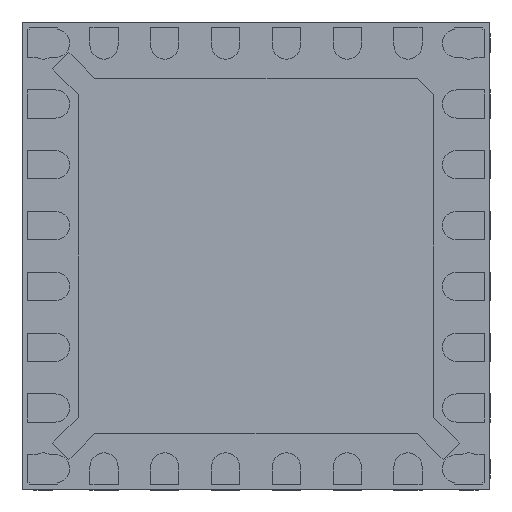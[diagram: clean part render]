
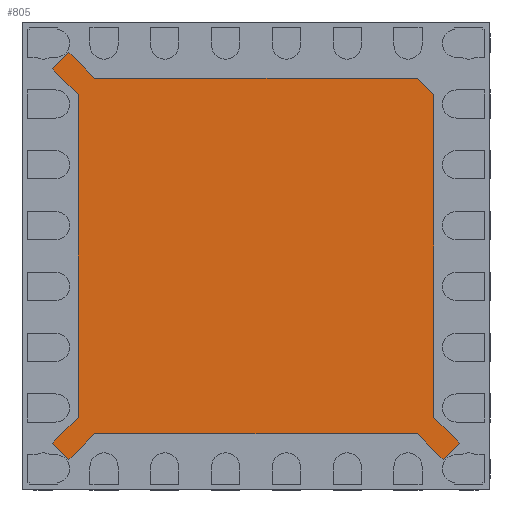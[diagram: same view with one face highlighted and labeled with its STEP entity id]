
A CAD part, front view. The second image highlights one B-rep face of the part: STEP entity #805.
In plain terms, the highlighted planar face has unit normal (0, -1, 0).
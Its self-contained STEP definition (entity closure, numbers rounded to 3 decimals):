
#32 = DIRECTION ( 'NONE',  ( -0.707, 0., 0.707 ) ) ;
#276 = CARTESIAN_POINT ( 'NONE',  ( 1.723, 0., -1.9 ) ) ;
#389 = VECTOR ( 'NONE', #32, 1000. ) ;
#805 = ADVANCED_FACE ( 'NONE', ( #8119 ), #11671, .T. ) ;
#1070 = DIRECTION ( 'NONE',  ( 0., -1., 0. ) ) ;
#1112 = CARTESIAN_POINT ( 'NONE',  ( 2.177, 0., -2. ) ) ;
#1495 = CARTESIAN_POINT ( 'NONE',  ( -1.723, 0., -1.9 ) ) ;
#1567 = ORIENTED_EDGE ( 'NONE', *, *, #3440, .T. ) ;
#1850 = CARTESIAN_POINT ( 'NONE',  ( 1.9, 0., 1.723 ) ) ;
#1900 = CARTESIAN_POINT ( 'NONE',  ( -2., 0., 2.177 ) ) ;
#1943 = VERTEX_POINT ( 'NONE', #6017 ) ;
#2083 = CARTESIAN_POINT ( 'NONE',  ( 2.177, 0., -2. ) ) ;
#2449 = ORIENTED_EDGE ( 'NONE', *, *, #8273, .T. ) ;
#2484 = CARTESIAN_POINT ( 'NONE',  ( -2., 0., -2.177 ) ) ;
#2570 = ORIENTED_EDGE ( 'NONE', *, *, #7178, .T. ) ;
#2575 = LINE ( 'NONE', #3837, #11144 ) ;
#2719 = LINE ( 'NONE', #5240, #5929 ) ;
#3130 = LINE ( 'NONE', #7851, #389 ) ;
#3262 = CARTESIAN_POINT ( 'NONE',  ( 1.723, 0., 1.9 ) ) ;
#3364 = ORIENTED_EDGE ( 'NONE', *, *, #7028, .T. ) ;
#3440 = EDGE_CURVE ( 'NONE', #15220, #12315, #3740, .T. ) ;
#3481 = ORIENTED_EDGE ( 'NONE', *, *, #10548, .T. ) ;
#3642 = CARTESIAN_POINT ( 'NONE',  ( 3.9, 0., -0.277 ) ) ;
#3740 = LINE ( 'NONE', #2484, #12321 ) ;
#3837 = CARTESIAN_POINT ( 'NONE',  ( -2.177, 0., -2. ) ) ;
#3853 = ORIENTED_EDGE ( 'NONE', *, *, #14388, .T. ) ;
#3953 = CARTESIAN_POINT ( 'NONE',  ( 2., 0., -2.177 ) ) ;
#4273 = LINE ( 'NONE', #1850, #5084 ) ;
#4301 = VERTEX_POINT ( 'NONE', #8490 ) ;
#4391 = VERTEX_POINT ( 'NONE', #12520 ) ;
#4486 = ORIENTED_EDGE ( 'NONE', *, *, #5453, .T. ) ;
#4619 = DIRECTION ( 'NONE',  ( -0.707, 0., -0.707 ) ) ;
#4639 = LINE ( 'NONE', #10444, #8374 ) ;
#4658 = LINE ( 'NONE', #3262, #5793 ) ;
#4713 = VERTEX_POINT ( 'NONE', #5522 ) ;
#5084 = VECTOR ( 'NONE', #5678, 1000. ) ;
#5240 = CARTESIAN_POINT ( 'NONE',  ( -1.9, 0., 1.723 ) ) ;
#5453 = EDGE_CURVE ( 'NONE', #10479, #15220, #2575, .T. ) ;
#5522 = CARTESIAN_POINT ( 'NONE',  ( 1.723, 0., 1.9 ) ) ;
#5591 = VECTOR ( 'NONE', #4619, 1000. ) ;
#5595 = DIRECTION ( 'NONE',  ( 0.707, 0., -0.707 ) ) ;
#5656 = VERTEX_POINT ( 'NONE', #6225 ) ;
#5678 = DIRECTION ( 'NONE',  ( 0., 0., 1. ) ) ;
#5700 = CARTESIAN_POINT ( 'NONE',  ( -1.723, 0., 1.9 ) ) ;
#5755 = CARTESIAN_POINT ( 'NONE',  ( 2., 0., -2.177 ) ) ;
#5793 = VECTOR ( 'NONE', #8213, 1000. ) ;
#5813 = CARTESIAN_POINT ( 'NONE',  ( -1.723, 0., -1.9 ) ) ;
#5832 = DIRECTION ( 'NONE',  ( 0.707, 0., 0.707 ) ) ;
#5929 = VECTOR ( 'NONE', #13226, 1000. ) ;
#6017 = CARTESIAN_POINT ( 'NONE',  ( 1.9, 0., 1.723 ) ) ;
#6022 = ORIENTED_EDGE ( 'NONE', *, *, #10628, .T. ) ;
#6064 = LINE ( 'NONE', #5755, #13678 ) ;
#6130 = CARTESIAN_POINT ( 'NONE',  ( -2.177, 0., -2. ) ) ;
#6225 = CARTESIAN_POINT ( 'NONE',  ( -1.9, 0., 1.723 ) ) ;
#6276 = CARTESIAN_POINT ( 'NONE',  ( 2., 0., -2.177 ) ) ;
#6330 = VECTOR ( 'NONE', #11978, 1000. ) ;
#6376 = VERTEX_POINT ( 'NONE', #5700 ) ;
#6392 = LINE ( 'NONE', #1495, #6874 ) ;
#6643 = VERTEX_POINT ( 'NONE', #1900 ) ;
#6675 = VECTOR ( 'NONE', #12934, 1000. ) ;
#6846 = ORIENTED_EDGE ( 'NONE', *, *, #9006, .T. ) ;
#6874 = VECTOR ( 'NONE', #11093, 1000. ) ;
#7028 = EDGE_CURVE ( 'NONE', #4713, #6376, #13893, .T. ) ;
#7116 = EDGE_CURVE ( 'NONE', #7213, #13498, #6064, .T. ) ;
#7178 = EDGE_CURVE ( 'NONE', #13158, #7213, #8290, .T. ) ;
#7213 = VERTEX_POINT ( 'NONE', #6276 ) ;
#7851 = CARTESIAN_POINT ( 'NONE',  ( -1.723, 0., 1.9 ) ) ;
#7906 = VERTEX_POINT ( 'NONE', #5813 ) ;
#8119 = FACE_OUTER_BOUND ( 'NONE', #9634, .T. ) ;
#8213 = DIRECTION ( 'NONE',  ( -0.707, 0., 0.707 ) ) ;
#8273 = EDGE_CURVE ( 'NONE', #6643, #4301, #15151, .T. ) ;
#8290 = LINE ( 'NONE', #3953, #6330 ) ;
#8312 = DIRECTION ( 'NONE',  ( 0.707, 0., -0.707 ) ) ;
#8374 = VECTOR ( 'NONE', #9336, 1000. ) ;
#8490 = CARTESIAN_POINT ( 'NONE',  ( -2.177, 0., 2. ) ) ;
#8536 = VECTOR ( 'NONE', #8970, 1000. ) ;
#8622 = VECTOR ( 'NONE', #5595, 1000. ) ;
#8970 = DIRECTION ( 'NONE',  ( -1., 0., 0. ) ) ;
#9006 = EDGE_CURVE ( 'NONE', #6376, #6643, #3130, .T. ) ;
#9091 = CARTESIAN_POINT ( 'NONE',  ( -2.177, 0., 2. ) ) ;
#9336 = DIRECTION ( 'NONE',  ( 0.707, 0., 0.707 ) ) ;
#9608 = ORIENTED_EDGE ( 'NONE', *, *, #15023, .T. ) ;
#9634 = EDGE_LOOP ( 'NONE', ( #3853, #3364, #6846, #2449, #10662, #12431, #4486, #1567, #3481, #6022, #2570, #14148, #11020, #9608 ) ) ;
#10444 = CARTESIAN_POINT ( 'NONE',  ( -2., 0., -2.177 ) ) ;
#10479 = VERTEX_POINT ( 'NONE', #14951 ) ;
#10538 = EDGE_CURVE ( 'NONE', #4301, #5656, #12719, .T. ) ;
#10548 = EDGE_CURVE ( 'NONE', #12315, #7906, #4639, .T. ) ;
#10576 = LINE ( 'NONE', #1112, #6675 ) ;
#10623 = EDGE_CURVE ( 'NONE', #5656, #10479, #2719, .T. ) ;
#10628 = EDGE_CURVE ( 'NONE', #7906, #13158, #6392, .T. ) ;
#10662 = ORIENTED_EDGE ( 'NONE', *, *, #10538, .T. ) ;
#11020 = ORIENTED_EDGE ( 'NONE', *, *, #13337, .T. ) ;
#11093 = DIRECTION ( 'NONE',  ( 1., 0., 0. ) ) ;
#11144 = VECTOR ( 'NONE', #13295, 1000. ) ;
#11596 = AXIS2_PLACEMENT_3D ( 'NONE', #3642, #1070, #11746 ) ;
#11671 = PLANE ( 'NONE',  #11596 ) ;
#11746 = DIRECTION ( 'NONE',  ( 0., 0., -1. ) ) ;
#11978 = DIRECTION ( 'NONE',  ( 0.707, 0., -0.707 ) ) ;
#12160 = CARTESIAN_POINT ( 'NONE',  ( -2., 0., -2.177 ) ) ;
#12315 = VERTEX_POINT ( 'NONE', #12160 ) ;
#12321 = VECTOR ( 'NONE', #8312, 1000. ) ;
#12431 = ORIENTED_EDGE ( 'NONE', *, *, #10623, .T. ) ;
#12520 = CARTESIAN_POINT ( 'NONE',  ( 1.9, 0., -1.723 ) ) ;
#12719 = LINE ( 'NONE', #14026, #8622 ) ;
#12934 = DIRECTION ( 'NONE',  ( -0.707, 0., 0.707 ) ) ;
#13158 = VERTEX_POINT ( 'NONE', #276 ) ;
#13226 = DIRECTION ( 'NONE',  ( 0., 0., -1. ) ) ;
#13295 = DIRECTION ( 'NONE',  ( -0.707, 0., -0.707 ) ) ;
#13337 = EDGE_CURVE ( 'NONE', #13498, #4391, #10576, .T. ) ;
#13498 = VERTEX_POINT ( 'NONE', #2083 ) ;
#13678 = VECTOR ( 'NONE', #5832, 1000. ) ;
#13893 = LINE ( 'NONE', #14732, #8536 ) ;
#14026 = CARTESIAN_POINT ( 'NONE',  ( -1.9, 0., 1.723 ) ) ;
#14148 = ORIENTED_EDGE ( 'NONE', *, *, #7116, .T. ) ;
#14388 = EDGE_CURVE ( 'NONE', #1943, #4713, #4658, .T. ) ;
#14732 = CARTESIAN_POINT ( 'NONE',  ( -1.723, 0., 1.9 ) ) ;
#14951 = CARTESIAN_POINT ( 'NONE',  ( -1.9, 0., -1.723 ) ) ;
#15023 = EDGE_CURVE ( 'NONE', #4391, #1943, #4273, .T. ) ;
#15151 = LINE ( 'NONE', #9091, #5591 ) ;
#15220 = VERTEX_POINT ( 'NONE', #6130 ) ;
